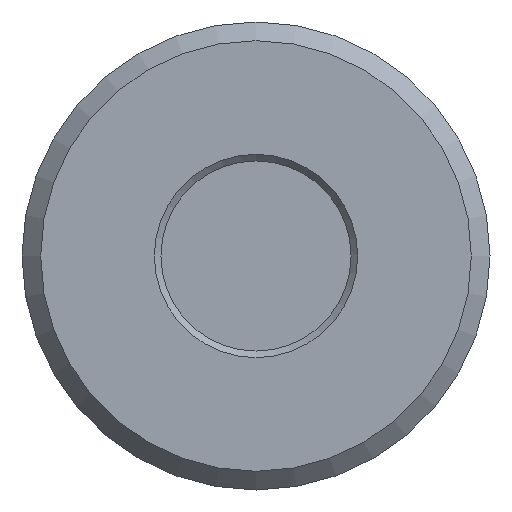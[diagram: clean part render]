
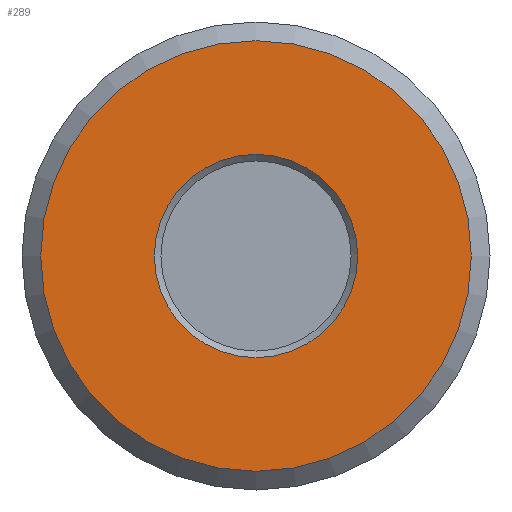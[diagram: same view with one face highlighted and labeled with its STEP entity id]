
A CAD part, front view. The second image highlights one B-rep face of the part: STEP entity #289.
In plain terms, the highlighted planar face has unit normal (0, -1, 0).
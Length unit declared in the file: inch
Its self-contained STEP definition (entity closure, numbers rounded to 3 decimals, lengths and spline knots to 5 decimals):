
#5 = FACE_OUTER_BOUND ( 'NONE', #548, .T. ) ;
#21 = AXIS2_PLACEMENT_3D ( 'NONE', #62, #125, #288 ) ;
#24 = ORIENTED_EDGE ( 'NONE', *, *, #307, .F. ) ;
#39 = AXIS2_PLACEMENT_3D ( 'NONE', #539, #331, #507 ) ;
#59 = AXIS2_PLACEMENT_3D ( 'NONE', #236, #533, #167 ) ;
#62 = CARTESIAN_POINT ( 'NONE',  ( 0., 0., 0. ) ) ;
#82 = ORIENTED_EDGE ( 'NONE', *, *, #321, .T. ) ;
#85 = CIRCLE ( 'NONE', #59, 0.23 ) ;
#125 = DIRECTION ( 'NONE',  ( 0., 1., 0. ) ) ;
#167 = DIRECTION ( 'NONE',  ( 0., 0., 1. ) ) ;
#222 = VERTEX_POINT ( 'NONE', #509 ) ;
#236 = CARTESIAN_POINT ( 'NONE',  ( 0., 0., 0. ) ) ;
#288 = DIRECTION ( 'NONE',  ( 0., 0., 1. ) ) ;
#289 = ADVANCED_FACE ( 'NONE', ( #536, #5 ), #475, .T. ) ;
#307 = EDGE_CURVE ( 'NONE', #222, #222, #85, .T. ) ;
#321 = EDGE_CURVE ( 'NONE', #564, #564, #452, .T. ) ;
#331 = DIRECTION ( 'NONE',  ( 0., -1., 0. ) ) ;
#452 = CIRCLE ( 'NONE', #21, 0.10863 ) ;
#475 = PLANE ( 'NONE',  #39 ) ;
#504 = CARTESIAN_POINT ( 'NONE',  ( 0., 0., 0.10863 ) ) ;
#507 = DIRECTION ( 'NONE',  ( 0., 0., -1. ) ) ;
#509 = CARTESIAN_POINT ( 'NONE',  ( 0., 0., 0.23 ) ) ;
#533 = DIRECTION ( 'NONE',  ( 0., 1., 0. ) ) ;
#536 = FACE_BOUND ( 'NONE', #552, .T. ) ;
#539 = CARTESIAN_POINT ( 'NONE',  ( -0.10863, 0., 0. ) ) ;
#548 = EDGE_LOOP ( 'NONE', ( #24 ) ) ;
#552 = EDGE_LOOP ( 'NONE', ( #82 ) ) ;
#564 = VERTEX_POINT ( 'NONE', #504 ) ;
